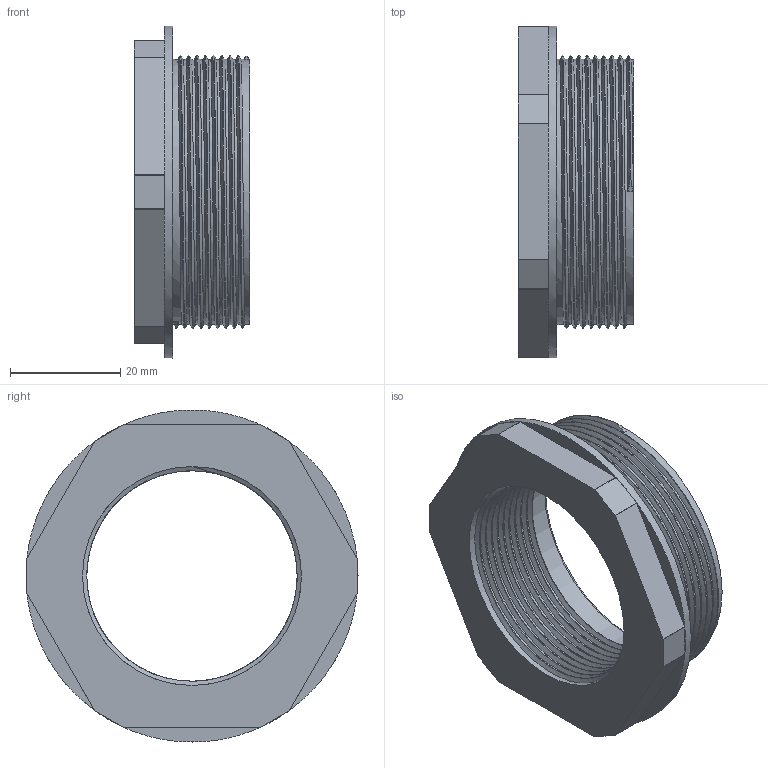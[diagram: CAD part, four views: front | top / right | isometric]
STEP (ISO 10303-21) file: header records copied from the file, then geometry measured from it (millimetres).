
FILE_DESCRIPTION(/* description */ ('Reduzierung sechskant M/M 50x1,5/40x1,5'),/* implementation_level */ '2;1');
FILE_NAME(/* name */ '11085040-RST.stp',/* time_stamp */ '2020-04-27T15:02:43+02:00',/* author */ ('sl'),/* organization */ (''),/* preprocessor_version */ 'ST-DEVELOPER v16.5',/* originating_system */ 'Autodesk Inventor 2017',/* authorisation */ '');
FILE_SCHEMA (('AUTOMOTIVE_DESIGN { 1 0 10303 214 3 1 1 }'));
Length unit declared in the file: millimetre
Products named in the file (1): 11085040
Bounding box: 21 x 60.28 x 60.28 mm (x, y, z)
Volume: 18210.3 mm3; surface area: 11496.9 mm2
Topology: 1 solids, 1 shells, 62 faces, 171 edges, 114 vertices
Faces by surface type: cylinder 38, plane 19, bspline 4, torus 1
Full cylindrical faces by diameter (mm): 39.752 x9, 41.96 x1, 48.148 x9, 60.28 x1
Entity records: 4770 total; most frequent: CARTESIAN_POINT 3666, ORIENTED_EDGE 220, DIRECTION 216, EDGE_CURVE 110, AXIS2_PLACEMENT_3D 80, VERTEX_POINT 76, LINE 56, VECTOR 56
